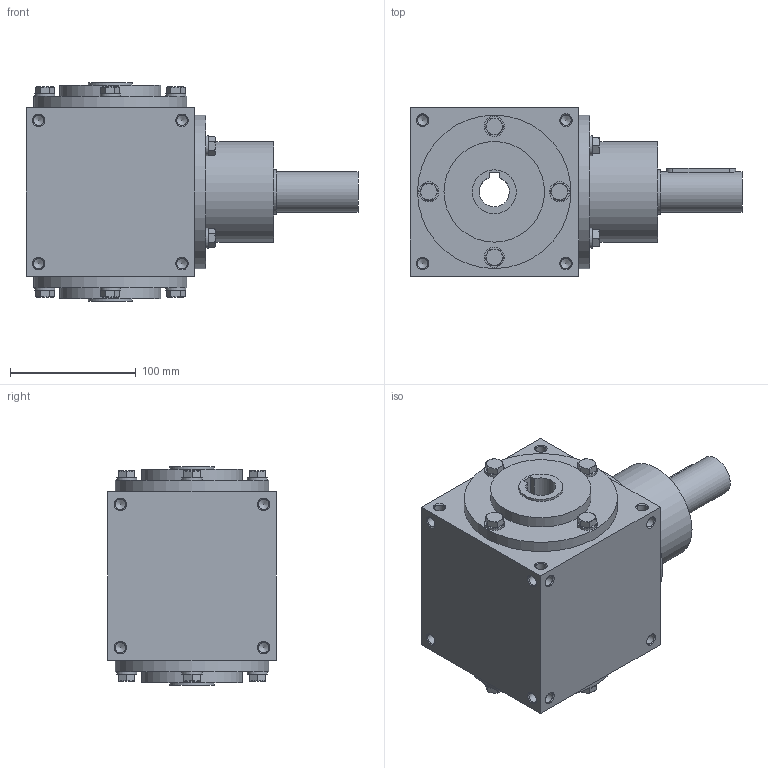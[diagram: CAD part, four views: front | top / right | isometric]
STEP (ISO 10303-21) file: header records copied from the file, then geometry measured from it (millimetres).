
FILE_DESCRIPTION( ( 'STEP AP214' ), ' ' );
FILE_NAME( 'RR134_C2_R.1_1.5.stp', '2017-10-01T13:42:02', ( '' ), ( '' ), ' ', 'PARTsolutions', ' ' );
FILE_SCHEMA( ( 'AUTOMOTIVE_DESIGN { 1 0 10303 214 1 1 1 1 }' ) );
Length unit declared in the file: millimetre
Products named in the file (4): RR134_C2_R.1/1.5; _RR1342-case; _RR134-shaft; _RC_RR134-screw
Assembly tree (14 placements, depth 2):
  RR134_C2_R.1/1.5
    _RR1342-case
    _RR134-shaft
    _RC_RR134-screw  x12
Bounding box: 264 x 134 x 174 mm (x, y, z)
Volume: 3033326.1 mm3; surface area: 196460.6 mm2
Topology: 14 solids, 14 shells, 333 faces, 827 edges, 513 vertices
Faces by surface type: plane 134, cone 122, cylinder 77
Full cylindrical faces by diameter (mm): 6.647 x1, 8.376 x48, 16 x12, 32 x1, 35 x4, 80 x3, 122 x3
Entity records: 5692 total; most frequent: CARTESIAN_POINT 821, DIRECTION 812, ORIENTED_EDGE 546, AXIS2_PLACEMENT_3D 381, EDGE_LOOP 282, EDGE_CURVE 273, VERTEX_POINT 238, FACE_OUTER_BOUND 218
